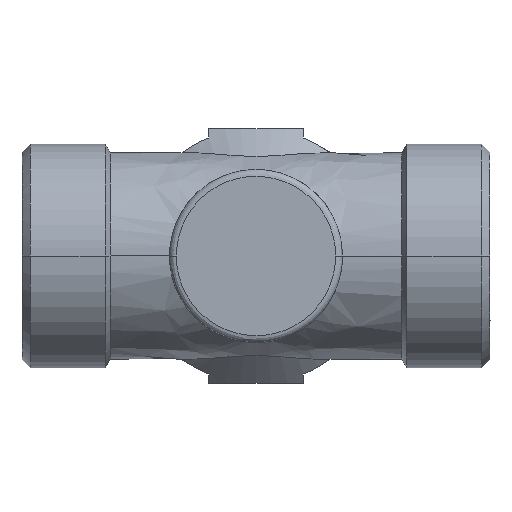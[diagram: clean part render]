
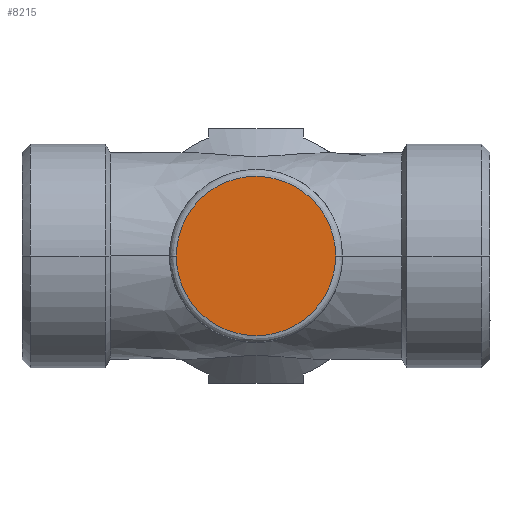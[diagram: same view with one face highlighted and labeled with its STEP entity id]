
A CAD part, front view. The second image highlights one B-rep face of the part: STEP entity #8215.
In plain terms, the highlighted free-form (B-spline) face has degree [1, 1] with [2, 2] control points.
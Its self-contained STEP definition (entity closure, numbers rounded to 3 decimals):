
#576 = CARTESIAN_POINT ( 'NONE',  ( 458.218, 25.399, -11.75 ) ) ;
#803 = CARTESIAN_POINT ( 'NONE',  ( 451.335, 25.399, -4.867 ) ) ;
#1865 = CARTESIAN_POINT ( 'NONE',  ( 451.335, 25.399, 4.867 ) ) ;
#2008 = CARTESIAN_POINT ( 'NONE',  ( 463.085, 25.399, -11.75 ) ) ;
#2015 = VERTEX_POINT ( 'NONE', #18596 ) ;
#2619 = EDGE_CURVE ( 'NONE', #15253, #18869, #4229, .T. ) ;
#3168 = CARTESIAN_POINT ( 'NONE',  ( 474.835, 25.399, 0. ) ) ;
#3205 = CARTESIAN_POINT ( 'NONE',  ( 463.085, 25.399, 11.75 ) ) ;
#3504 = VERTEX_POINT ( 'NONE', #7217 ) ;
#3865 = VERTEX_POINT ( 'NONE', #6251 ) ;
#4229 =( BOUNDED_CURVE ( )  B_SPLINE_CURVE ( 2, ( #17283, #576, #15564 ),
 .UNSPECIFIED., .F., .T. ) 
 B_SPLINE_CURVE_WITH_KNOTS ( ( 3, 3 ),
 ( 90., 135. ),
 .UNSPECIFIED. ) 
 CURVE ( )  GEOMETRIC_REPRESENTATION_ITEM ( )  RATIONAL_B_SPLINE_CURVE ( ( 0.854, 0.729, 0.729 ) ) 
 REPRESENTATION_ITEM ( '' )  );
#4360 = CARTESIAN_POINT ( 'NONE',  ( 451.335, 25.399, 0. ) ) ;
#4564 = ORIENTED_EDGE ( 'NONE', *, *, #5782, .F. ) ;
#4692 = VERTEX_POINT ( 'NONE', #23071 ) ;
#5362 =( BOUNDED_CURVE ( )  B_SPLINE_CURVE ( 2, ( #3205, #9568, #14945 ),
 .UNSPECIFIED., .F., .T. ) 
 B_SPLINE_CURVE_WITH_KNOTS ( ( 3, 3 ),
 ( 270., 315. ),
 .UNSPECIFIED. ) 
 CURVE ( )  GEOMETRIC_REPRESENTATION_ITEM ( )  RATIONAL_B_SPLINE_CURVE ( ( 0.854, 0.729, 0.729 ) ) 
 REPRESENTATION_ITEM ( '' )  );
#5782 = EDGE_CURVE ( 'NONE', #3504, #2015, #20472, .T. ) ;
#6079 = ORIENTED_EDGE ( 'NONE', *, *, #22775, .F. ) ;
#6251 = CARTESIAN_POINT ( 'NONE',  ( 471.393, 25.399, 8.309 ) ) ;
#7217 = CARTESIAN_POINT ( 'NONE',  ( 454.776, 25.399, 8.309 ) ) ;
#7535 = ORIENTED_EDGE ( 'NONE', *, *, #17203, .F. ) ;
#7551 = CARTESIAN_POINT ( 'NONE',  ( 471.393, 25.399, 8.309 ) ) ;
#7693 = CARTESIAN_POINT ( 'NONE',  ( 463.085, 25.399, 11.75 ) ) ;
#8215 = ADVANCED_FACE ( 'NONE', ( #12176 ), #23645, .T. ) ;
#9568 = CARTESIAN_POINT ( 'NONE',  ( 467.952, 25.399, 11.75 ) ) ;
#11160 = VERTEX_POINT ( 'NONE', #15673 ) ;
#11340 = CARTESIAN_POINT ( 'NONE',  ( 467.952, 25.399, -11.75 ) ) ;
#12048 = CARTESIAN_POINT ( 'NONE',  ( 463.085, 25.399, -17.282 ) ) ;
#12152 = EDGE_CURVE ( 'NONE', #3865, #16306, #18064, .T. ) ;
#12176 = FACE_OUTER_BOUND ( 'NONE', #22979, .T. ) ;
#12225 = CARTESIAN_POINT ( 'NONE',  ( 454.776, 25.399, -8.309 ) ) ;
#12242 = CARTESIAN_POINT ( 'NONE',  ( 454.776, 25.399, -8.309 ) ) ;
#12949 = CARTESIAN_POINT ( 'NONE',  ( 474.835, 25.399, 0. ) ) ;
#13765 = EDGE_CURVE ( 'NONE', #2015, #3865, #5362, .T. ) ;
#13982 = CARTESIAN_POINT ( 'NONE',  ( 463.085, 25.399, 17.282 ) ) ;
#14387 = EDGE_CURVE ( 'NONE', #4692, #3504, #19658, .T. ) ;
#14707 = CARTESIAN_POINT ( 'NONE',  ( 474.835, 25.399, 0. ) ) ;
#14945 = CARTESIAN_POINT ( 'NONE',  ( 471.393, 25.399, 8.309 ) ) ;
#15253 = VERTEX_POINT ( 'NONE', #20047 ) ;
#15564 = CARTESIAN_POINT ( 'NONE',  ( 454.776, 25.399, -8.309 ) ) ;
#15673 = CARTESIAN_POINT ( 'NONE',  ( 471.393, 25.399, -8.309 ) ) ;
#15849 = CARTESIAN_POINT ( 'NONE',  ( 445.803, 25.399, 0. ) ) ;
#16169 = ORIENTED_EDGE ( 'NONE', *, *, #14387, .F. ) ;
#16306 = VERTEX_POINT ( 'NONE', #14707 ) ;
#16506 = CARTESIAN_POINT ( 'NONE',  ( 474.835, 25.399, 4.867 ) ) ;
#16591 = ORIENTED_EDGE ( 'NONE', *, *, #22231, .F. ) ;
#16713 = CARTESIAN_POINT ( 'NONE',  ( 454.776, 25.399, 8.309 ) ) ;
#17203 = EDGE_CURVE ( 'NONE', #18869, #4692, #17724, .T. ) ;
#17264 = ORIENTED_EDGE ( 'NONE', *, *, #13765, .F. ) ;
#17283 = CARTESIAN_POINT ( 'NONE',  ( 463.085, 25.399, -11.75 ) ) ;
#17724 =( BOUNDED_CURVE ( )  B_SPLINE_CURVE ( 2, ( #12242, #803, #4360 ),
 .UNSPECIFIED., .F., .T. ) 
 B_SPLINE_CURVE_WITH_KNOTS ( ( 3, 3 ),
 ( 135., 180. ),
 .UNSPECIFIED. ) 
 CURVE ( )  GEOMETRIC_REPRESENTATION_ITEM ( )  RATIONAL_B_SPLINE_CURVE ( ( 0.729, 0.729, 0.854 ) ) 
 REPRESENTATION_ITEM ( '' )  );
#17937 =( BOUNDED_CURVE ( )  B_SPLINE_CURVE ( 2, ( #3168, #19903, #24072 ),
 .UNSPECIFIED., .F., .T. ) 
 B_SPLINE_CURVE_WITH_KNOTS ( ( 3, 3 ),
 ( 0., 45. ),
 .UNSPECIFIED. ) 
 CURVE ( )  GEOMETRIC_REPRESENTATION_ITEM ( )  RATIONAL_B_SPLINE_CURVE ( ( 0.854, 0.729, 0.729 ) ) 
 REPRESENTATION_ITEM ( '' )  );
#18064 =( BOUNDED_CURVE ( )  B_SPLINE_CURVE ( 2, ( #7551, #16506, #12949 ),
 .UNSPECIFIED., .F., .T. ) 
 B_SPLINE_CURVE_WITH_KNOTS ( ( 3, 3 ),
 ( 315., 360. ),
 .UNSPECIFIED. ) 
 CURVE ( )  GEOMETRIC_REPRESENTATION_ITEM ( )  RATIONAL_B_SPLINE_CURVE ( ( 0.729, 0.729, 0.854 ) ) 
 REPRESENTATION_ITEM ( '' )  );
#18596 = CARTESIAN_POINT ( 'NONE',  ( 463.085, 25.399, 11.75 ) ) ;
#18616 = CARTESIAN_POINT ( 'NONE',  ( 458.218, 25.399, 11.75 ) ) ;
#18687 = CARTESIAN_POINT ( 'NONE',  ( 451.335, 25.399, 0. ) ) ;
#18863 = CARTESIAN_POINT ( 'NONE',  ( 454.776, 25.399, 8.309 ) ) ;
#18869 = VERTEX_POINT ( 'NONE', #12225 ) ;
#19316 = CARTESIAN_POINT ( 'NONE',  ( 471.393, 25.399, -8.309 ) ) ;
#19343 = ORIENTED_EDGE ( 'NONE', *, *, #2619, .F. ) ;
#19658 =( BOUNDED_CURVE ( )  B_SPLINE_CURVE ( 2, ( #18687, #1865, #16713 ),
 .UNSPECIFIED., .F., .T. ) 
 B_SPLINE_CURVE_WITH_KNOTS ( ( 3, 3 ),
 ( 180., 225. ),
 .UNSPECIFIED. ) 
 CURVE ( )  GEOMETRIC_REPRESENTATION_ITEM ( )  RATIONAL_B_SPLINE_CURVE ( ( 0.854, 0.729, 0.729 ) ) 
 REPRESENTATION_ITEM ( '' )  );
#19903 = CARTESIAN_POINT ( 'NONE',  ( 474.835, 25.399, -4.867 ) ) ;
#20047 = CARTESIAN_POINT ( 'NONE',  ( 463.085, 25.399, -11.75 ) ) ;
#20472 =( BOUNDED_CURVE ( )  B_SPLINE_CURVE ( 2, ( #18863, #18616, #7693 ),
 .UNSPECIFIED., .F., .T. ) 
 B_SPLINE_CURVE_WITH_KNOTS ( ( 3, 3 ),
 ( 225., 270. ),
 .UNSPECIFIED. ) 
 CURVE ( )  GEOMETRIC_REPRESENTATION_ITEM ( )  RATIONAL_B_SPLINE_CURVE ( ( 0.729, 0.729, 0.854 ) ) 
 REPRESENTATION_ITEM ( '' )  );
#22231 = EDGE_CURVE ( 'NONE', #16306, #11160, #17937, .T. ) ;
#22775 = EDGE_CURVE ( 'NONE', #11160, #15253, #23965, .T. ) ;
#22979 = EDGE_LOOP ( 'NONE', ( #6079, #16591, #23108, #17264, #4564, #16169, #7535, #19343 ) ) ;
#23071 = CARTESIAN_POINT ( 'NONE',  ( 451.335, 25.399, 0. ) ) ;
#23108 = ORIENTED_EDGE ( 'NONE', *, *, #12152, .F. ) ;
#23353 = CARTESIAN_POINT ( 'NONE',  ( 480.366, 25.399, 0. ) ) ;
#23645 = B_SPLINE_SURFACE_WITH_KNOTS ( 'NONE', 1, 1, ( 
 ( #12048, #15849 ),
 ( #23353, #13982 ) ),
 .UNSPECIFIED., .F., .F., .F.,
 ( 2, 2 ),
 ( 2, 2 ),
 ( -16.728, 7.712 ),
 ( -7.712, 16.728 ),
 .UNSPECIFIED. ) ;
#23965 =( BOUNDED_CURVE ( )  B_SPLINE_CURVE ( 2, ( #19316, #11340, #2008 ),
 .UNSPECIFIED., .F., .T. ) 
 B_SPLINE_CURVE_WITH_KNOTS ( ( 3, 3 ),
 ( 45., 90. ),
 .UNSPECIFIED. ) 
 CURVE ( )  GEOMETRIC_REPRESENTATION_ITEM ( )  RATIONAL_B_SPLINE_CURVE ( ( 0.729, 0.729, 0.854 ) ) 
 REPRESENTATION_ITEM ( '' )  );
#24072 = CARTESIAN_POINT ( 'NONE',  ( 471.393, 25.399, -8.309 ) ) ;
